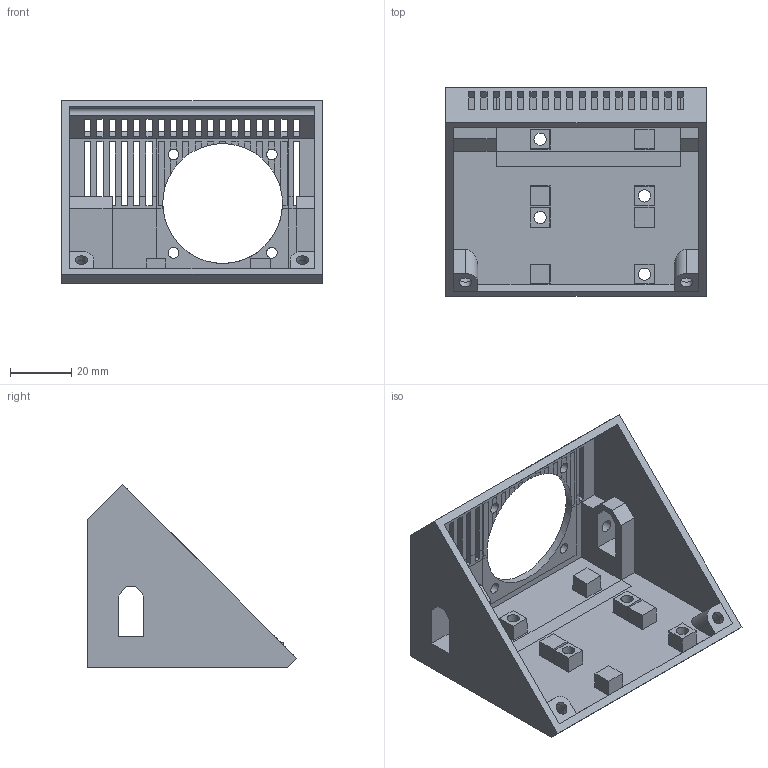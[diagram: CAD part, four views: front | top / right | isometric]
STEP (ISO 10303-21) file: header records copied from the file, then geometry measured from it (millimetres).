
FILE_DESCRIPTION(('FreeCAD Model'),'2;1');
FILE_NAME('Open CASCADE Shape Model','2022-08-18T10:24:29',(''),(''), 'Open CASCADE STEP processor 7.6','FreeCAD','Unknown');
FILE_SCHEMA(('AUTOMOTIVE_DESIGN { 1 0 10303 214 1 1 1 1 }'));
Length unit declared in the file: millimetre
Products named in the file (1): base
Bounding box: 85 x 68 x 59.57 mm (x, y, z)
Volume: 39862.3 mm3; surface area: 32269.5 mm2
Topology: 1 solids, 1 shells, 243 faces, 761 edges, 520 vertices
Faces by surface type: plane 193, bspline 32, cylinder 18
Full cylindrical faces by diameter (mm): 3.5 x4, 4 x8, 6 x2, 39 x1
Entity records: 18632 total; most frequent: CARTESIAN_POINT 3575, DIRECTION 2679, LINE 2001, VECTOR 2001, ORIENTED_EDGE 1522, PCURVE 1522, DEFINITIONAL_REPRESENTATION 1522, EDGE_CURVE 761
